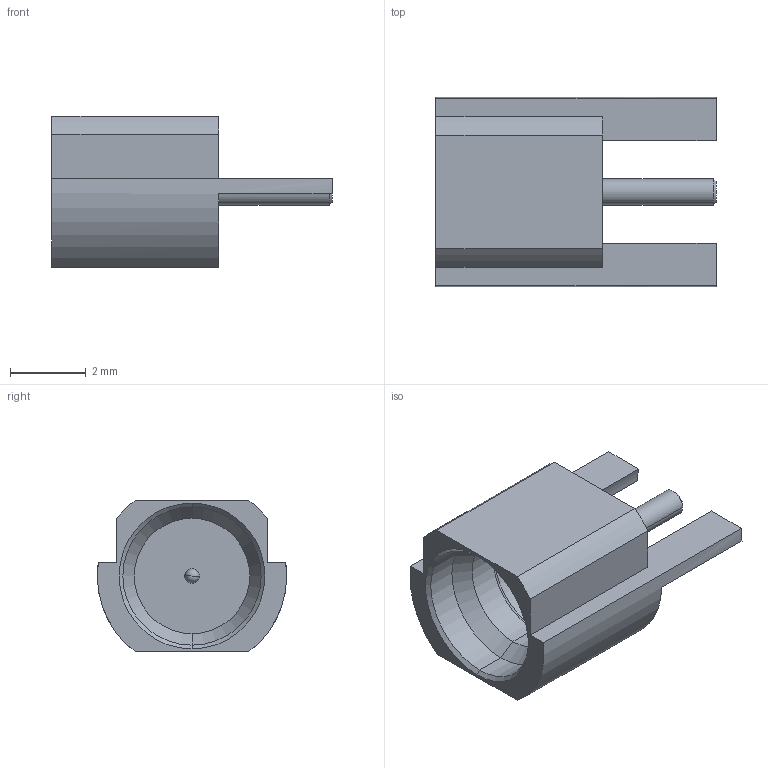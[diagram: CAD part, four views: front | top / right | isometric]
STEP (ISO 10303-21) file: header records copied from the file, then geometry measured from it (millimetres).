
FILE_DESCRIPTION((''),'2;1');
FILE_NAME('SMP-MSLD-PCE-5T_SW0001','2020-01-22T',('Kaviyarasan'),(''),'CREO PARAMETRIC BY PTC INC, 2018360','CREO PARAMETRIC BY PTC INC, 2018360','');
FILE_SCHEMA(('CONFIG_CONTROL_DESIGN'));
Length unit declared in the file: millimetre
Products named in the file (1): SMP-MSLD-PCE-5T_SW0001
Bounding box: 7.4 x 5 x 4 mm (x, y, z)
Volume: 53.5 mm3; surface area: 157.9 mm2
Topology: 1 solids, 1 shells, 43 faces, 100 edges, 61 vertices
Faces by surface type: cylinder 16, plane 15, cone 10, sphere 2
Entity records: 1250 total; most frequent: DIRECTION 228, CARTESIAN_POINT 202, ORIENTED_EDGE 196, EDGE_CURVE 98, AXIS2_PLACEMENT_3D 87, VERTEX_POINT 61, VECTOR 54, LINE 54
